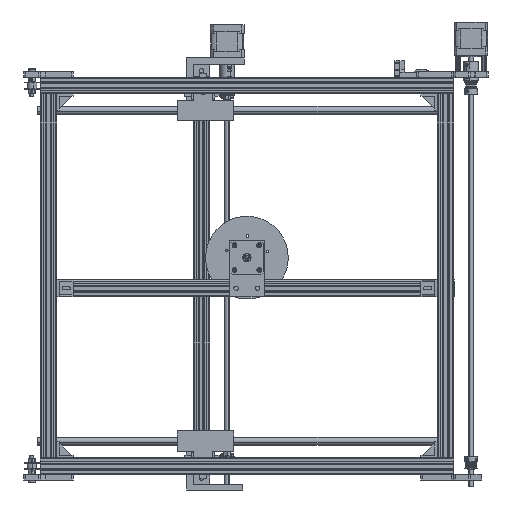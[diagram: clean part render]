
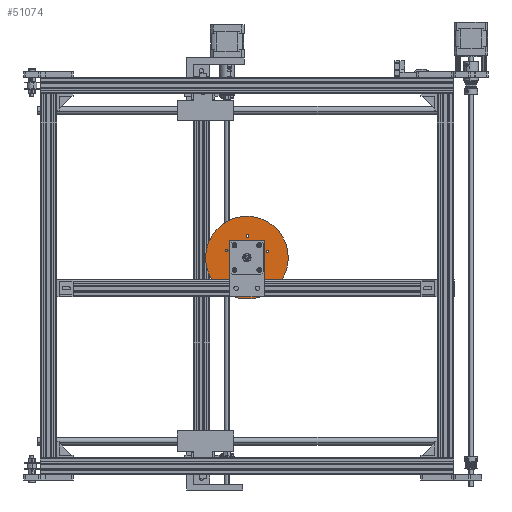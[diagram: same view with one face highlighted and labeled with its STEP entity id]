
A CAD part, front view. The second image highlights one B-rep face of the part: STEP entity #51074.
In plain terms, the highlighted planar face has unit normal (0, -1, 0).
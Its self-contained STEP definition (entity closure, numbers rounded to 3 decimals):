
#674 = FACE_BOUND ( 'NONE', #30485, .T. ) ;
#730 = AXIS2_PLACEMENT_3D ( 'NONE', #33389, #29773, #9464 ) ;
#1216 = CIRCLE ( 'NONE', #42160, 1.7 ) ;
#1248 = DIRECTION ( 'NONE',  ( 0., 1., 0. ) ) ;
#2028 = EDGE_CURVE ( 'NONE', #27462, #20706, #44614, .T. ) ;
#2123 = CARTESIAN_POINT ( 'NONE',  ( -24.727, 27., -8.034 ) ) ;
#2816 = CIRCLE ( 'NONE', #10038, 1.7 ) ;
#2913 = CARTESIAN_POINT ( 'NONE',  ( 0., 27., -26. ) ) ;
#2972 = EDGE_CURVE ( 'NONE', #6206, #38887, #1216, .T. ) ;
#3470 = CARTESIAN_POINT ( 'NONE',  ( 0., 27., 10. ) ) ;
#3487 = CIRCLE ( 'NONE', #43992, 1.7 ) ;
#3604 = CARTESIAN_POINT ( 'NONE',  ( -15.282, 27., 21.034 ) ) ;
#4673 = CIRCLE ( 'NONE', #16544, 50. ) ;
#4676 = EDGE_LOOP ( 'NONE', ( #7958, #36729 ) ) ;
#5114 = VERTEX_POINT ( 'NONE', #36479 ) ;
#5393 = ORIENTED_EDGE ( 'NONE', *, *, #22915, .T. ) ;
#5757 = CIRCLE ( 'NONE', #19891, 10. ) ;
#6206 = VERTEX_POINT ( 'NONE', #13457 ) ;
#6536 = CIRCLE ( 'NONE', #39338, 1.7 ) ;
#6852 = DIRECTION ( 'NONE',  ( 0., 1., 0. ) ) ;
#7583 = CIRCLE ( 'NONE', #16696, 10. ) ;
#7958 = ORIENTED_EDGE ( 'NONE', *, *, #43462, .T. ) ;
#7983 = EDGE_CURVE ( 'NONE', #40054, #48827, #33278, .T. ) ;
#8039 = FACE_OUTER_BOUND ( 'NONE', #11942, .T. ) ;
#9194 = EDGE_CURVE ( 'NONE', #51182, #5114, #47412, .T. ) ;
#9347 = CARTESIAN_POINT ( 'NONE',  ( -15.282, 27., 21.034 ) ) ;
#9464 = DIRECTION ( 'NONE',  ( 0., 0., 1. ) ) ;
#9703 = CARTESIAN_POINT ( 'NONE',  ( 15.282, 27., 21.034 ) ) ;
#9752 = DIRECTION ( 'NONE',  ( 0., 0., 1. ) ) ;
#10038 = AXIS2_PLACEMENT_3D ( 'NONE', #39194, #42815, #43318 ) ;
#10567 = VERTEX_POINT ( 'NONE', #36004 ) ;
#10611 = EDGE_CURVE ( 'NONE', #50948, #20021, #5757, .T. ) ;
#10709 = CARTESIAN_POINT ( 'NONE',  ( -24.727, 27., -9.734 ) ) ;
#11939 = CARTESIAN_POINT ( 'NONE',  ( 0., 27., -50. ) ) ;
#11942 = EDGE_LOOP ( 'NONE', ( #43153, #24807 ) ) ;
#12419 = VERTEX_POINT ( 'NONE', #23710 ) ;
#12826 = VERTEX_POINT ( 'NONE', #10709 ) ;
#13307 = EDGE_LOOP ( 'NONE', ( #51145, #5393 ) ) ;
#13457 = CARTESIAN_POINT ( 'NONE',  ( 15.282, 27., 22.734 ) ) ;
#13564 = AXIS2_PLACEMENT_3D ( 'NONE', #42981, #35014, #31545 ) ;
#14738 = AXIS2_PLACEMENT_3D ( 'NONE', #50975, #43002, #46457 ) ;
#14873 = ORIENTED_EDGE ( 'NONE', *, *, #40249, .T. ) ;
#15161 = AXIS2_PLACEMENT_3D ( 'NONE', #40967, #48746, #9752 ) ;
#15581 = CARTESIAN_POINT ( 'NONE',  ( 0., 27., -26. ) ) ;
#15691 = ORIENTED_EDGE ( 'NONE', *, *, #47052, .T. ) ;
#16053 = FACE_BOUND ( 'NONE', #24692, .T. ) ;
#16544 = AXIS2_PLACEMENT_3D ( 'NONE', #28900, #43959, #28563 ) ;
#16696 = AXIS2_PLACEMENT_3D ( 'NONE', #39752, #27623, #39240 ) ;
#16713 = CIRCLE ( 'NONE', #28014, 1.7 ) ;
#16959 = DIRECTION ( 'NONE',  ( 0., 0., 1. ) ) ;
#17643 = DIRECTION ( 'NONE',  ( 0., 1., 0. ) ) ;
#19868 = CIRCLE ( 'NONE', #23236, 1.7 ) ;
#19891 = AXIS2_PLACEMENT_3D ( 'NONE', #48798, #1248, #36692 ) ;
#20021 = VERTEX_POINT ( 'NONE', #3470 ) ;
#20531 = CARTESIAN_POINT ( 'NONE',  ( 0., 27., 0. ) ) ;
#20706 = VERTEX_POINT ( 'NONE', #24164 ) ;
#20891 = DIRECTION ( 'NONE',  ( 0., 0., 1. ) ) ;
#21607 = EDGE_CURVE ( 'NONE', #48827, #40054, #2816, .T. ) ;
#21664 = EDGE_LOOP ( 'NONE', ( #44707, #35438 ) ) ;
#22318 = DIRECTION ( 'NONE',  ( 0., 1., 0. ) ) ;
#22915 = EDGE_CURVE ( 'NONE', #20021, #50948, #7583, .T. ) ;
#23236 = AXIS2_PLACEMENT_3D ( 'NONE', #2123, #22318, #37593 ) ;
#23343 = EDGE_CURVE ( 'NONE', #38887, #6206, #42228, .T. ) ;
#23710 = CARTESIAN_POINT ( 'NONE',  ( -24.727, 27., -6.334 ) ) ;
#24164 = CARTESIAN_POINT ( 'NONE',  ( -15.282, 27., 22.734 ) ) ;
#24692 = EDGE_LOOP ( 'NONE', ( #15691, #50079 ) ) ;
#24807 = ORIENTED_EDGE ( 'NONE', *, *, #35043, .F. ) ;
#27234 = FACE_BOUND ( 'NONE', #4676, .T. ) ;
#27462 = VERTEX_POINT ( 'NONE', #42122 ) ;
#27623 = DIRECTION ( 'NONE',  ( 0., 1., 0. ) ) ;
#27734 = CARTESIAN_POINT ( 'NONE',  ( 24.727, 27., -9.734 ) ) ;
#28014 = AXIS2_PLACEMENT_3D ( 'NONE', #15581, #35705, #39684 ) ;
#28563 = DIRECTION ( 'NONE',  ( 0., 0., 1. ) ) ;
#28900 = CARTESIAN_POINT ( 'NONE',  ( 0., 27., 0. ) ) ;
#29119 = DIRECTION ( 'NONE',  ( 0., 1., 0. ) ) ;
#29224 = DIRECTION ( 'NONE',  ( 0., 1., 0. ) ) ;
#29516 = AXIS2_PLACEMENT_3D ( 'NONE', #9347, #29119, #16959 ) ;
#29773 = DIRECTION ( 'NONE',  ( 0., 1., 0. ) ) ;
#30254 = VERTEX_POINT ( 'NONE', #37482 ) ;
#30349 = ORIENTED_EDGE ( 'NONE', *, *, #38172, .T. ) ;
#30485 = EDGE_LOOP ( 'NONE', ( #30349, #14873 ) ) ;
#30962 = FACE_BOUND ( 'NONE', #13307, .T. ) ;
#31267 = DIRECTION ( 'NONE',  ( 0., 0., 1. ) ) ;
#31545 = DIRECTION ( 'NONE',  ( 0., 0., 1. ) ) ;
#33278 = CIRCLE ( 'NONE', #15161, 1.7 ) ;
#33389 = CARTESIAN_POINT ( 'NONE',  ( -24.727, 27., -8.034 ) ) ;
#33438 = FACE_BOUND ( 'NONE', #43081, .T. ) ;
#35014 = DIRECTION ( 'NONE',  ( 0., 1., 0. ) ) ;
#35043 = EDGE_CURVE ( 'NONE', #5114, #51182, #4673, .T. ) ;
#35204 = EDGE_CURVE ( 'NONE', #12826, #12419, #49215, .T. ) ;
#35438 = ORIENTED_EDGE ( 'NONE', *, *, #23343, .T. ) ;
#35705 = DIRECTION ( 'NONE',  ( 0., 1., 0. ) ) ;
#36004 = CARTESIAN_POINT ( 'NONE',  ( 0., 27., -27.7 ) ) ;
#36479 = CARTESIAN_POINT ( 'NONE',  ( 0., 27., 50. ) ) ;
#36692 = DIRECTION ( 'NONE',  ( 0., 0., 1. ) ) ;
#36729 = ORIENTED_EDGE ( 'NONE', *, *, #35204, .T. ) ;
#37482 = CARTESIAN_POINT ( 'NONE',  ( 0., 27., -24.3 ) ) ;
#37593 = DIRECTION ( 'NONE',  ( 0., 0., 1. ) ) ;
#38172 = EDGE_CURVE ( 'NONE', #30254, #10567, #16713, .T. ) ;
#38887 = VERTEX_POINT ( 'NONE', #43740 ) ;
#39194 = CARTESIAN_POINT ( 'NONE',  ( 24.727, 27., -8.034 ) ) ;
#39240 = DIRECTION ( 'NONE',  ( 0., 0., 1. ) ) ;
#39338 = AXIS2_PLACEMENT_3D ( 'NONE', #3604, #47014, #31267 ) ;
#39684 = DIRECTION ( 'NONE',  ( 0., 0., 1. ) ) ;
#39752 = CARTESIAN_POINT ( 'NONE',  ( 0., 27., 0. ) ) ;
#40054 = VERTEX_POINT ( 'NONE', #27734 ) ;
#40249 = EDGE_CURVE ( 'NONE', #10567, #30254, #3487, .T. ) ;
#40967 = CARTESIAN_POINT ( 'NONE',  ( 24.727, 27., -8.034 ) ) ;
#42122 = CARTESIAN_POINT ( 'NONE',  ( -15.282, 27., 19.334 ) ) ;
#42135 = FACE_BOUND ( 'NONE', #21664, .T. ) ;
#42160 = AXIS2_PLACEMENT_3D ( 'NONE', #9703, #17643, #45382 ) ;
#42228 = CIRCLE ( 'NONE', #14738, 1.7 ) ;
#42698 = ORIENTED_EDGE ( 'NONE', *, *, #7983, .T. ) ;
#42815 = DIRECTION ( 'NONE',  ( 0., 1., 0. ) ) ;
#42981 = CARTESIAN_POINT ( 'NONE',  ( 0., 27., 0. ) ) ;
#43002 = DIRECTION ( 'NONE',  ( 0., 1., 0. ) ) ;
#43081 = EDGE_LOOP ( 'NONE', ( #46003, #42698 ) ) ;
#43153 = ORIENTED_EDGE ( 'NONE', *, *, #9194, .F. ) ;
#43318 = DIRECTION ( 'NONE',  ( 0., 0., 1. ) ) ;
#43462 = EDGE_CURVE ( 'NONE', #12419, #12826, #19868, .T. ) ;
#43740 = CARTESIAN_POINT ( 'NONE',  ( 15.282, 27., 19.334 ) ) ;
#43959 = DIRECTION ( 'NONE',  ( 0., 1., 0. ) ) ;
#43992 = AXIS2_PLACEMENT_3D ( 'NONE', #2913, #6852, #46313 ) ;
#44614 = CIRCLE ( 'NONE', #29516, 1.7 ) ;
#44707 = ORIENTED_EDGE ( 'NONE', *, *, #2972, .T. ) ;
#45382 = DIRECTION ( 'NONE',  ( 0., 0., 1. ) ) ;
#46003 = ORIENTED_EDGE ( 'NONE', *, *, #21607, .T. ) ;
#46313 = DIRECTION ( 'NONE',  ( 0., 0., 1. ) ) ;
#46457 = DIRECTION ( 'NONE',  ( 0., 0., 1. ) ) ;
#46774 = PLANE ( 'NONE',  #13564 ) ;
#47014 = DIRECTION ( 'NONE',  ( 0., 1., 0. ) ) ;
#47052 = EDGE_CURVE ( 'NONE', #20706, #27462, #6536, .T. ) ;
#47412 = CIRCLE ( 'NONE', #49758, 50. ) ;
#48746 = DIRECTION ( 'NONE',  ( 0., 1., 0. ) ) ;
#48798 = CARTESIAN_POINT ( 'NONE',  ( 0., 27., 0. ) ) ;
#48827 = VERTEX_POINT ( 'NONE', #50342 ) ;
#49215 = CIRCLE ( 'NONE', #730, 1.7 ) ;
#49758 = AXIS2_PLACEMENT_3D ( 'NONE', #20531, #29224, #20891 ) ;
#50079 = ORIENTED_EDGE ( 'NONE', *, *, #2028, .T. ) ;
#50101 = CARTESIAN_POINT ( 'NONE',  ( 0., 27., -10. ) ) ;
#50342 = CARTESIAN_POINT ( 'NONE',  ( 24.727, 27., -6.334 ) ) ;
#50948 = VERTEX_POINT ( 'NONE', #50101 ) ;
#50975 = CARTESIAN_POINT ( 'NONE',  ( 15.282, 27., 21.034 ) ) ;
#51074 = ADVANCED_FACE ( 'NONE', ( #674, #33438, #42135, #16053, #27234, #30962, #8039 ), #46774, .F. ) ;
#51145 = ORIENTED_EDGE ( 'NONE', *, *, #10611, .T. ) ;
#51182 = VERTEX_POINT ( 'NONE', #11939 ) ;
